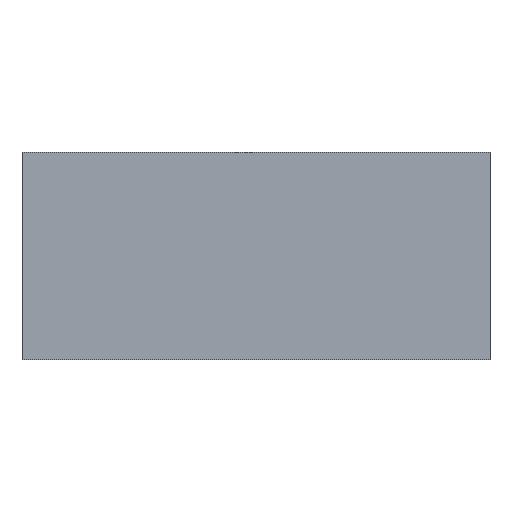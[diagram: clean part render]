
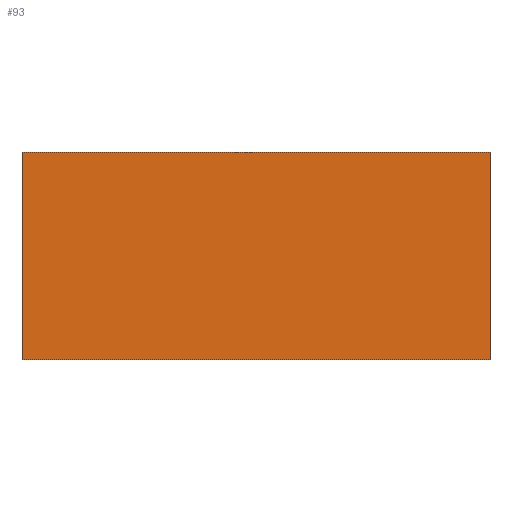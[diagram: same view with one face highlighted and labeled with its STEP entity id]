
A CAD part, top view. The second image highlights one B-rep face of the part: STEP entity #93.
In plain terms, the highlighted planar face has unit normal (0, 0, 1).
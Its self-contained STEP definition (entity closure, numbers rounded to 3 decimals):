
#2 = VERTEX_POINT ( 'NONE', #75 ) ;
#4 = EDGE_CURVE ( 'NONE', #2, #6, #53, .T. ) ;
#6 = VERTEX_POINT ( 'NONE', #49 ) ;
#9 = VERTEX_POINT ( 'NONE', #43 ) ;
#20 = EDGE_CURVE ( 'NONE', #9, #36, #101, .T. ) ;
#34 = EDGE_CURVE ( 'NONE', #6, #9, #140, .T. ) ;
#36 = VERTEX_POINT ( 'NONE', #141 ) ;
#43 = CARTESIAN_POINT ( 'NONE',  ( 154.25, -68.5, 2. ) ) ;
#45 = ORIENTED_EDGE ( 'NONE', *, *, #4, .T. ) ;
#46 = EDGE_CURVE ( 'NONE', #36, #2, #143, .T. ) ;
#47 = ORIENTED_EDGE ( 'NONE', *, *, #46, .T. ) ;
#49 = CARTESIAN_POINT ( 'NONE',  ( -154.25, -68.5, 2. ) ) ;
#50 = DIRECTION ( 'NONE',  ( 0., -1., 0. ) ) ;
#51 = VECTOR ( 'NONE', #50, 1000. ) ;
#52 = CARTESIAN_POINT ( 'NONE',  ( -154.25, 68.5, 2. ) ) ;
#53 = LINE ( 'NONE', #52, #51 ) ;
#59 = ORIENTED_EDGE ( 'NONE', *, *, #34, .T. ) ;
#68 = EDGE_LOOP ( 'NONE', ( #45, #59, #96, #47 ) ) ;
#75 = CARTESIAN_POINT ( 'NONE',  ( -154.25, 68.5, 2. ) ) ;
#93 = ADVANCED_FACE ( 'NONE', ( #204 ), #221, .T. ) ;
#96 = ORIENTED_EDGE ( 'NONE', *, *, #20, .T. ) ;
#101 = LINE ( 'NONE', #108, #102 ) ;
#102 = VECTOR ( 'NONE', #109, 1000. ) ;
#108 = CARTESIAN_POINT ( 'NONE',  ( 154.25, 68.5, 2. ) ) ;
#109 = DIRECTION ( 'NONE',  ( 0., 1., 0. ) ) ;
#140 = LINE ( 'NONE', #150, #149 ) ;
#141 = CARTESIAN_POINT ( 'NONE',  ( 154.25, 68.5, 2. ) ) ;
#142 = CARTESIAN_POINT ( 'NONE',  ( -154.25, 68.5, 2. ) ) ;
#143 = LINE ( 'NONE', #142, #224 ) ;
#148 = DIRECTION ( 'NONE',  ( 1., 0., 0. ) ) ;
#149 = VECTOR ( 'NONE', #148, 1000. ) ;
#150 = CARTESIAN_POINT ( 'NONE',  ( -154.25, -68.5, 2. ) ) ;
#204 = FACE_OUTER_BOUND ( 'NONE', #68, .T. ) ;
#217 = DIRECTION ( 'NONE',  ( 1., 0., 0. ) ) ;
#218 = DIRECTION ( 'NONE',  ( 0., 0., 1. ) ) ;
#219 = CARTESIAN_POINT ( 'NONE',  ( -154.25, -68.5, 2. ) ) ;
#220 = AXIS2_PLACEMENT_3D ( 'NONE', #219, #218, #217 ) ;
#221 = PLANE ( 'NONE',  #220 ) ;
#223 = DIRECTION ( 'NONE',  ( -1., 0., 0. ) ) ;
#224 = VECTOR ( 'NONE', #223, 1000. ) ;
